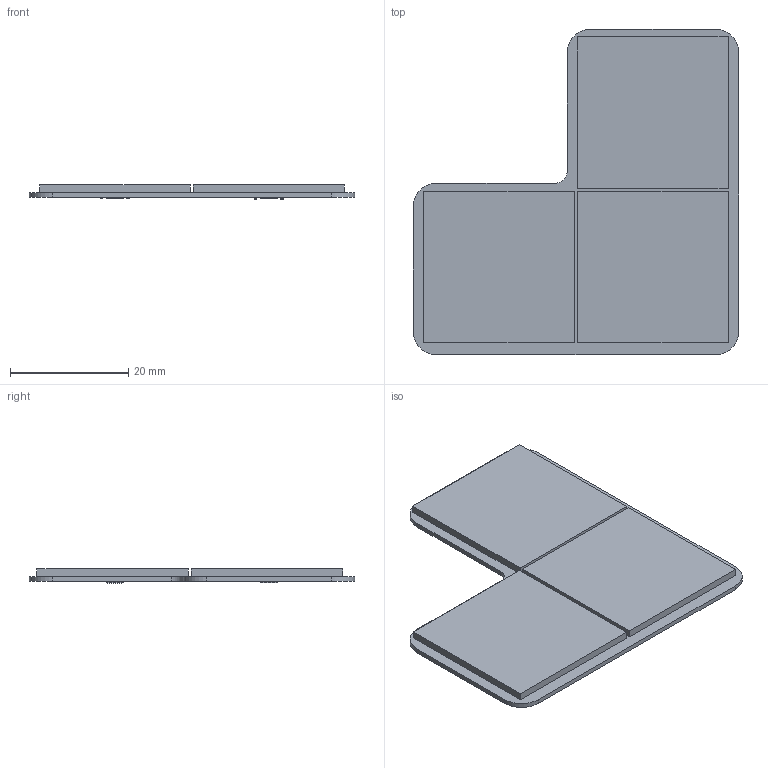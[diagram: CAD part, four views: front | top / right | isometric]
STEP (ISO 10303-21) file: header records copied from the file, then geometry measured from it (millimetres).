
FILE_DESCRIPTION(('KiCad electronic assembly'),'2;1');
FILE_NAME('perovskite_contact_board.step','2023-07-16T14:52:42',( 'An Author'),('A Company'),'Open CASCADE STEP processor 7.5', 'KiCad to STEP converter','Unknown');
FILE_SCHEMA(('AUTOMOTIVE_DESIGN { 1 0 10303 214 1 1 1 1 }'));
Length unit declared in the file: millimetre
Products named in the file (6): Open CASCADE STEP translator 7.5 1; Perovskite v2; SOLID; MCP9801-M_MS; COMPOUND
Assembly tree (9 placements, depth 3):
  Open CASCADE STEP translator 7.5 1
    Perovskite v2  x3
      SOLID
    MCP9801-M_MS  x3
      COMPOUND
    COMPOUND
Bounding box: 55.2 x 55.2 x 2.4 mm (x, y, z)
Volume: 4372 mm3; surface area: 9292 mm2
Topology: 31 solids, 31 shells, 692 faces, 1761 edges, 1158 vertices
Faces by surface type: plane 587, cylinder 105
Full cylindrical faces by diameter (mm): 0.375 x3
Entity records: 16645 total; most frequent: CARTESIAN_POINT 2857, DIRECTION 2447, LINE 1753, VECTOR 1753, ORIENTED_EDGE 1270, PCURVE 1270, DEFINITIONAL_REPRESENTATION 1270, EDGE_CURVE 635
